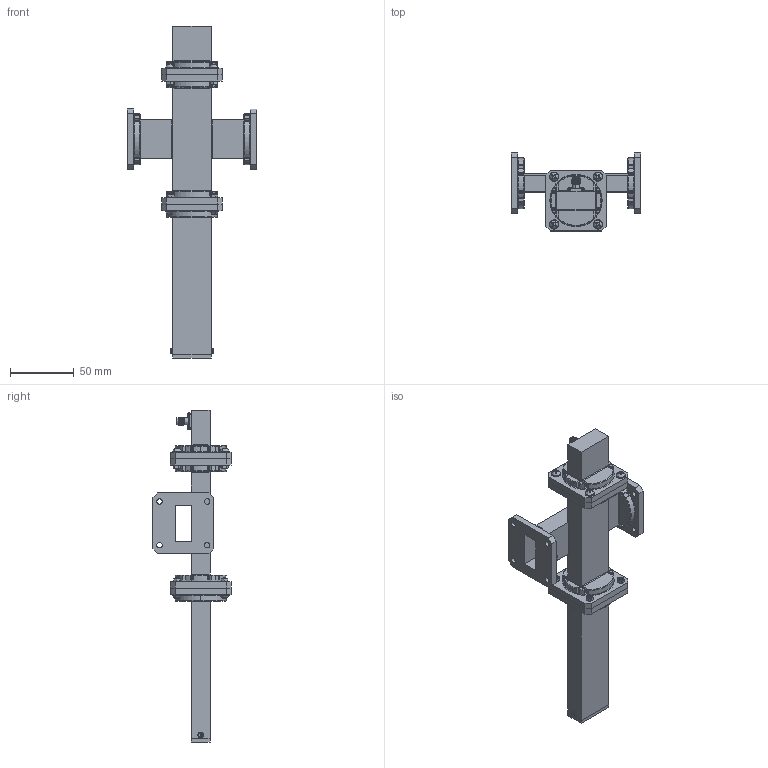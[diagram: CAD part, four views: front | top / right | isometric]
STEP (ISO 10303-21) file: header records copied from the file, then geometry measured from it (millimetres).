
FILE_DESCRIPTION (( 'STEP AP214' ), '1' );
FILE_NAME ('PEWCT1084.STEP', '2017-06-28T23:28:35', ( '' ), ( '' ), 'SwSTEP 2.0', 'SolidWorks 2014', '' );
FILE_SCHEMA (( 'AUTOMOTIVE_DESIGN' ));
Length unit declared in the file: inch
Products named in the file (9): PEWCT1028; Copy of M3 ROUND HD SCREW^PEWCT1084; PEWTR1008; Copy of Nut^PEWCT1084; Copy of M3 ROUND HD SCREW^PEWCT1028; PEWCA1010; Copy of Nut^PEWCT1028; PEWCT1084; PEWCP1063
Assembly tree (20 placements, depth 3):
  PEWCT1084
    PEWCT1028
      PEWCP1063
      Copy of M3 ROUND HD SCREW^PEWCT1028  x4
      Copy of Nut^PEWCT1028  x4
      PEWTR1008
    PEWCA1010
    Copy of M3 ROUND HD SCREW^PEWCT1084  x4
    Copy of Nut^PEWCT1084  x4
Bounding box: 101.6 x 61.26 x 260.35 mm (x, y, z)
Volume: 110223.3 mm3; surface area: 94392.7 mm2
Topology: 25 solids, 25 shells, 2298 faces, 5726 edges, 3423 vertices
Faces by surface type: cylinder 975, plane 602, cone 379, torus 121, bspline 111, sphere 110
Entity records: 61935 total; most frequent: CARTESIAN_POINT 24193, ORIENTED_EDGE 7064, DIRECTION 6970, EDGE_CURVE 3532, AXIS2_PLACEMENT_3D 2716, VERTEX_POINT 2125, EDGE_LOOP 1549, VECTOR 1538
